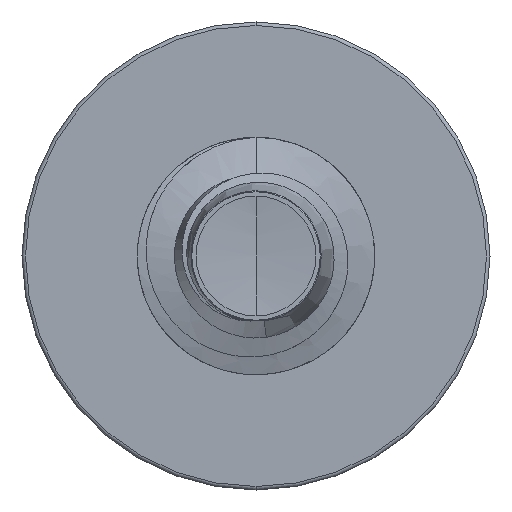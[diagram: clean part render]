
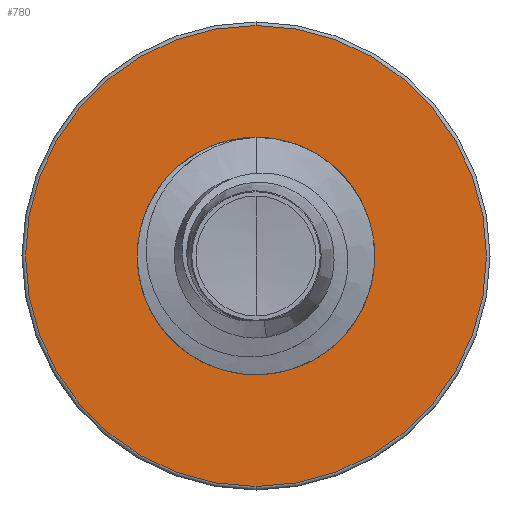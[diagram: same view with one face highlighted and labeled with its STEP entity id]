
A CAD part, front view. The second image highlights one B-rep face of the part: STEP entity #780.
In plain terms, the highlighted planar face has unit normal (0, -1, 0).
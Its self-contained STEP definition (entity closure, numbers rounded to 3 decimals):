
#168 = CIRCLE ( 'NONE', #6912, 1.722 ) ;
#691 = EDGE_CURVE ( 'NONE', #3064, #2165, #1232, .T. ) ;
#780 = ADVANCED_FACE ( 'NONE', ( #1259, #1217 ), #5708, .F. ) ;
#1061 = CIRCLE ( 'NONE', #1479, 3.397 ) ;
#1217 = FACE_BOUND ( 'NONE', #8731, .T. ) ;
#1232 = CIRCLE ( 'NONE', #5532, 1.722 ) ;
#1259 = FACE_OUTER_BOUND ( 'NONE', #6343, .T. ) ;
#1267 = EDGE_CURVE ( 'NONE', #10159, #9240, #1061, .T. ) ;
#1421 = DIRECTION ( 'NONE',  ( 0., 0., 1. ) ) ;
#1424 = DIRECTION ( 'NONE',  ( 0., 1., 0. ) ) ;
#1438 = CARTESIAN_POINT ( 'NONE',  ( 0., 8., 0. ) ) ;
#1479 = AXIS2_PLACEMENT_3D ( 'NONE', #1438, #1424, #1421 ) ;
#1994 = CARTESIAN_POINT ( 'NONE',  ( 0., 8., -1.722 ) ) ;
#2165 = VERTEX_POINT ( 'NONE', #8220 ) ;
#2914 = CARTESIAN_POINT ( 'NONE',  ( 0., 8., 3.398 ) ) ;
#3034 = CARTESIAN_POINT ( 'NONE',  ( 0., 8., -1.722 ) ) ;
#3064 = VERTEX_POINT ( 'NONE', #1994 ) ;
#3201 = DIRECTION ( 'NONE',  ( 0., 0., 1. ) ) ;
#3208 = DIRECTION ( 'NONE',  ( 0., 1., 0. ) ) ;
#3226 = DIRECTION ( 'NONE',  ( 0., 0., 1. ) ) ;
#3245 = DIRECTION ( 'NONE',  ( 0., 1., 0. ) ) ;
#3256 = CARTESIAN_POINT ( 'NONE',  ( 0., 8., 0. ) ) ;
#3963 = DIRECTION ( 'NONE',  ( 0., 1., 0. ) ) ;
#4176 = ORIENTED_EDGE ( 'NONE', *, *, #10805, .T. ) ;
#4515 = EDGE_CURVE ( 'NONE', #9240, #10159, #7006, .T. ) ;
#5297 = ORIENTED_EDGE ( 'NONE', *, *, #1267, .F. ) ;
#5532 = AXIS2_PLACEMENT_3D ( 'NONE', #3256, #3245, #3226 ) ;
#5708 = PLANE ( 'NONE',  #7587 ) ;
#6343 = EDGE_LOOP ( 'NONE', ( #5297, #11366 ) ) ;
#6496 = CARTESIAN_POINT ( 'NONE',  ( 0., 8., -3.397 ) ) ;
#6912 = AXIS2_PLACEMENT_3D ( 'NONE', #9711, #3963, #10295 ) ;
#7006 = CIRCLE ( 'NONE', #8885, 3.397 ) ;
#7587 = AXIS2_PLACEMENT_3D ( 'NONE', #3034, #3208, #3201 ) ;
#8220 = CARTESIAN_POINT ( 'NONE',  ( 0., 8., 1.722 ) ) ;
#8686 = DIRECTION ( 'NONE',  ( 0., 0., 1. ) ) ;
#8692 = ORIENTED_EDGE ( 'NONE', *, *, #691, .T. ) ;
#8693 = DIRECTION ( 'NONE',  ( 0., 1., 0. ) ) ;
#8695 = CARTESIAN_POINT ( 'NONE',  ( 0., 8., 0. ) ) ;
#8731 = EDGE_LOOP ( 'NONE', ( #4176, #8692 ) ) ;
#8885 = AXIS2_PLACEMENT_3D ( 'NONE', #8695, #8693, #8686 ) ;
#9240 = VERTEX_POINT ( 'NONE', #6496 ) ;
#9711 = CARTESIAN_POINT ( 'NONE',  ( 0., 8., 0. ) ) ;
#10159 = VERTEX_POINT ( 'NONE', #2914 ) ;
#10295 = DIRECTION ( 'NONE',  ( 0., 0., 1. ) ) ;
#10805 = EDGE_CURVE ( 'NONE', #2165, #3064, #168, .T. ) ;
#11366 = ORIENTED_EDGE ( 'NONE', *, *, #4515, .F. ) ;
